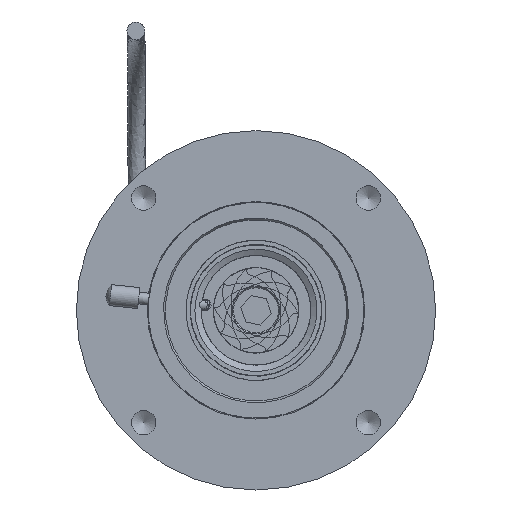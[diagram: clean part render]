
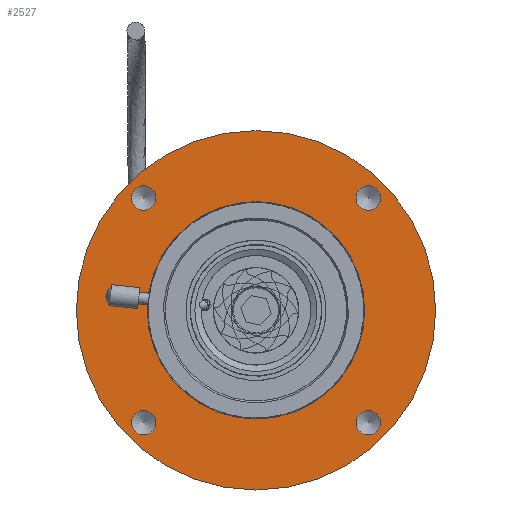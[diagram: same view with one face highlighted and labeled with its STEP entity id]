
A CAD part, left-side view. The second image highlights one B-rep face of the part: STEP entity #2527.
In plain terms, the highlighted planar face has unit normal (-1, 0, 0).
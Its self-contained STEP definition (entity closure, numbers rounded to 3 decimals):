
#986 = DIRECTION ( 'NONE',  ( -1., 0., 0. ) ) ;
#1406 = DIRECTION ( 'NONE',  ( -1., 0., 0. ) ) ;
#1614 = CIRCLE ( 'NONE', #61360, 1.727 ) ;
#2527 = ADVANCED_FACE ( 'NONE', ( #60452, #5426, #45653, #49538, #14038, #4002 ), #59393, .F. ) ;
#2673 = AXIS2_PLACEMENT_3D ( 'NONE', #30492, #30435, #30296 ) ;
#2755 = DIRECTION ( 'NONE',  ( 0., 0., 1. ) ) ;
#4002 = FACE_OUTER_BOUND ( 'NONE', #26998, .T. ) ;
#4800 = EDGE_LOOP ( 'NONE', ( #55442 ) ) ;
#5426 = FACE_BOUND ( 'NONE', #63394, .T. ) ;
#10509 = CIRCLE ( 'NONE', #11964, 25.4 ) ;
#11860 = CARTESIAN_POINT ( 'NONE',  ( -12.174, 15.403, 14.883 ) ) ;
#11964 = AXIS2_PLACEMENT_3D ( 'NONE', #65999, #34719, #2755 ) ;
#13440 = CARTESIAN_POINT ( 'NONE',  ( -12.174, 15.403, 13.156 ) ) ;
#14038 = FACE_BOUND ( 'NONE', #27861, .T. ) ;
#18815 = DIRECTION ( 'NONE',  ( 0., 0., 1. ) ) ;
#19059 = ORIENTED_EDGE ( 'NONE', *, *, #20032, .F. ) ;
#19959 = CIRCLE ( 'NONE', #21427, 1.727 ) ;
#20032 = EDGE_CURVE ( 'NONE', #33057, #33057, #31066, .T. ) ;
#21427 = AXIS2_PLACEMENT_3D ( 'NONE', #13440, #50280, #18815 ) ;
#22297 = EDGE_LOOP ( 'NONE', ( #19059 ) ) ;
#23639 = EDGE_CURVE ( 'NONE', #58378, #58378, #61113, .T. ) ;
#24261 = CARTESIAN_POINT ( 'NONE',  ( -12.174, -16.347, 14.883 ) ) ;
#24284 = AXIS2_PLACEMENT_3D ( 'NONE', #24564, #61231, #29883 ) ;
#24564 = CARTESIAN_POINT ( 'NONE',  ( -12.174, -0.472, -2.719 ) ) ;
#25397 = EDGE_CURVE ( 'NONE', #64082, #64082, #1614, .T. ) ;
#26998 = EDGE_LOOP ( 'NONE', ( #33622 ) ) ;
#27241 = ORIENTED_EDGE ( 'NONE', *, *, #23639, .F. ) ;
#27861 = EDGE_LOOP ( 'NONE', ( #68201 ) ) ;
#29883 = DIRECTION ( 'NONE',  ( 0., 0., 1. ) ) ;
#30296 = DIRECTION ( 'NONE',  ( 0., 0., 1. ) ) ;
#30435 = DIRECTION ( 'NONE',  ( -1., 0., 0. ) ) ;
#30492 = CARTESIAN_POINT ( 'NONE',  ( -12.174, 15.403, -18.594 ) ) ;
#30720 = CARTESIAN_POINT ( 'NONE',  ( -12.174, -0.472, 22.681 ) ) ;
#31066 = CIRCLE ( 'NONE', #2673, 1.727 ) ;
#33030 = CARTESIAN_POINT ( 'NONE',  ( -12.174, -16.347, -18.594 ) ) ;
#33057 = VERTEX_POINT ( 'NONE', #55445 ) ;
#33419 = CARTESIAN_POINT ( 'NONE',  ( -12.174, -16.347, 13.156 ) ) ;
#33622 = ORIENTED_EDGE ( 'NONE', *, *, #39039, .T. ) ;
#34719 = DIRECTION ( 'NONE',  ( -1., 0., 0. ) ) ;
#35204 = EDGE_CURVE ( 'NONE', #47227, #47227, #54384, .T. ) ;
#35684 = AXIS2_PLACEMENT_3D ( 'NONE', #59686, #59176, #59095 ) ;
#37502 = VERTEX_POINT ( 'NONE', #30720 ) ;
#38263 = DIRECTION ( 'NONE',  ( 0., 0., 1. ) ) ;
#38652 = DIRECTION ( 'NONE',  ( 0., 0., 1. ) ) ;
#39039 = EDGE_CURVE ( 'NONE', #37502, #37502, #10509, .T. ) ;
#45334 = CARTESIAN_POINT ( 'NONE',  ( -12.174, -16.347, -16.867 ) ) ;
#45653 = FACE_BOUND ( 'NONE', #22297, .T. ) ;
#47227 = VERTEX_POINT ( 'NONE', #51313 ) ;
#49538 = FACE_BOUND ( 'NONE', #4800, .T. ) ;
#50280 = DIRECTION ( 'NONE',  ( -1., 0., 0. ) ) ;
#51313 = CARTESIAN_POINT ( 'NONE',  ( -12.174, -0.472, 12.648 ) ) ;
#52502 = AXIS2_PLACEMENT_3D ( 'NONE', #33419, #1406, #38652 ) ;
#53247 = VERTEX_POINT ( 'NONE', #11860 ) ;
#54384 = CIRCLE ( 'NONE', #24284, 15.367 ) ;
#55442 = ORIENTED_EDGE ( 'NONE', *, *, #66595, .F. ) ;
#55445 = CARTESIAN_POINT ( 'NONE',  ( -12.174, 15.403, -16.867 ) ) ;
#58378 = VERTEX_POINT ( 'NONE', #24261 ) ;
#59095 = DIRECTION ( 'NONE',  ( 0., 0., -1. ) ) ;
#59176 = DIRECTION ( 'NONE',  ( 1., 0., 0. ) ) ;
#59393 = PLANE ( 'NONE',  #35684 ) ;
#59686 = CARTESIAN_POINT ( 'NONE',  ( -12.174, 14.895, -2.719 ) ) ;
#60452 = FACE_BOUND ( 'NONE', #61114, .T. ) ;
#61113 = CIRCLE ( 'NONE', #52502, 1.727 ) ;
#61114 = EDGE_LOOP ( 'NONE', ( #27241 ) ) ;
#61231 = DIRECTION ( 'NONE',  ( -1., 0., 0. ) ) ;
#61360 = AXIS2_PLACEMENT_3D ( 'NONE', #33030, #986, #38263 ) ;
#62952 = ORIENTED_EDGE ( 'NONE', *, *, #25397, .F. ) ;
#63394 = EDGE_LOOP ( 'NONE', ( #62952 ) ) ;
#64082 = VERTEX_POINT ( 'NONE', #45334 ) ;
#65999 = CARTESIAN_POINT ( 'NONE',  ( -12.174, -0.472, -2.719 ) ) ;
#66595 = EDGE_CURVE ( 'NONE', #53247, #53247, #19959, .T. ) ;
#68201 = ORIENTED_EDGE ( 'NONE', *, *, #35204, .F. ) ;
